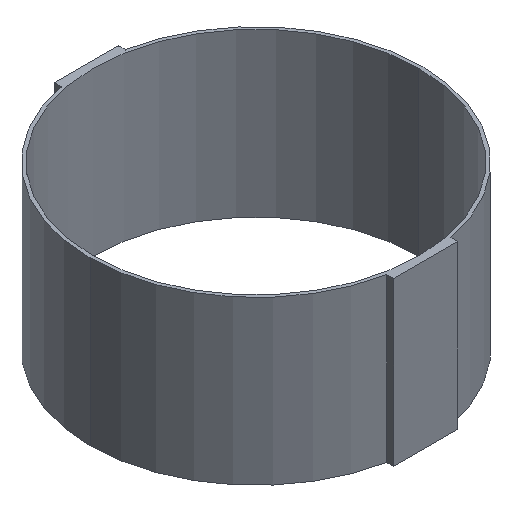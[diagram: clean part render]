
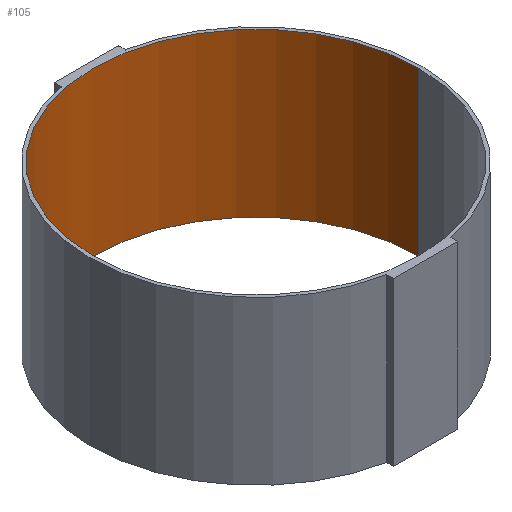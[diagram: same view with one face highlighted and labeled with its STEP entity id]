
A CAD part, isometric view. The second image highlights one B-rep face of the part: STEP entity #105.
In plain terms, the highlighted cylindrical face has radius 1000 mm (diameter 2000 mm), a partial arc.
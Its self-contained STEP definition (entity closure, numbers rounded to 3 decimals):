
#4 = ORIENTED_EDGE ( 'NONE', *, *, #180, .F. ) ;
#33 = VECTOR ( 'NONE', #94, 1000. ) ;
#39 = VERTEX_POINT ( 'NONE', #101 ) ;
#42 = ORIENTED_EDGE ( 'NONE', *, *, #405, .F. ) ;
#61 = CYLINDRICAL_SURFACE ( 'NONE', #109, 1000. ) ;
#94 = DIRECTION ( 'NONE',  ( 0., 0., -1. ) ) ;
#99 = CARTESIAN_POINT ( 'NONE',  ( 0., 0., 1000. ) ) ;
#101 = CARTESIAN_POINT ( 'NONE',  ( 1000., 0., 1000. ) ) ;
#103 = EDGE_CURVE ( 'NONE', #39, #343, #225, .T. ) ;
#105 = ADVANCED_FACE ( 'NONE', ( #369 ), #61, .F. ) ;
#109 = AXIS2_PLACEMENT_3D ( 'NONE', #99, #404, #199 ) ;
#115 = DIRECTION ( 'NONE',  ( 1., 0., 0. ) ) ;
#172 = AXIS2_PLACEMENT_3D ( 'NONE', #321, #293, #115 ) ;
#180 = EDGE_CURVE ( 'NONE', #39, #277, #203, .T. ) ;
#199 = DIRECTION ( 'NONE',  ( -1., 0., 0. ) ) ;
#203 = LINE ( 'NONE', #341, #33 ) ;
#225 = CIRCLE ( 'NONE', #314, 1000. ) ;
#241 = ORIENTED_EDGE ( 'NONE', *, *, #424, .T. ) ;
#261 = CARTESIAN_POINT ( 'NONE',  ( -1000., 0., 1000. ) ) ;
#277 = VERTEX_POINT ( 'NONE', #431 ) ;
#278 = EDGE_LOOP ( 'NONE', ( #4, #306, #241, #42 ) ) ;
#286 = LINE ( 'NONE', #261, #357 ) ;
#293 = DIRECTION ( 'NONE',  ( 0., 0., 1. ) ) ;
#298 = DIRECTION ( 'NONE',  ( 0., 0., 1. ) ) ;
#306 = ORIENTED_EDGE ( 'NONE', *, *, #103, .T. ) ;
#314 = AXIS2_PLACEMENT_3D ( 'NONE', #407, #298, #440 ) ;
#320 = CARTESIAN_POINT ( 'NONE',  ( -1000., 0., 1000. ) ) ;
#321 = CARTESIAN_POINT ( 'NONE',  ( 0., 0., 0. ) ) ;
#325 = CARTESIAN_POINT ( 'NONE',  ( -1000., 0., 0. ) ) ;
#341 = CARTESIAN_POINT ( 'NONE',  ( 1000., 0., 1000. ) ) ;
#343 = VERTEX_POINT ( 'NONE', #320 ) ;
#357 = VECTOR ( 'NONE', #436, 1000. ) ;
#369 = FACE_OUTER_BOUND ( 'NONE', #278, .T. ) ;
#403 = VERTEX_POINT ( 'NONE', #325 ) ;
#404 = DIRECTION ( 'NONE',  ( 0., 0., -1. ) ) ;
#405 = EDGE_CURVE ( 'NONE', #277, #403, #411, .T. ) ;
#407 = CARTESIAN_POINT ( 'NONE',  ( 0., 0., 1000. ) ) ;
#411 = CIRCLE ( 'NONE', #172, 1000. ) ;
#424 = EDGE_CURVE ( 'NONE', #343, #403, #286, .T. ) ;
#431 = CARTESIAN_POINT ( 'NONE',  ( 1000., 0., 0. ) ) ;
#436 = DIRECTION ( 'NONE',  ( 0., 0., -1. ) ) ;
#440 = DIRECTION ( 'NONE',  ( 1., 0., 0. ) ) ;
